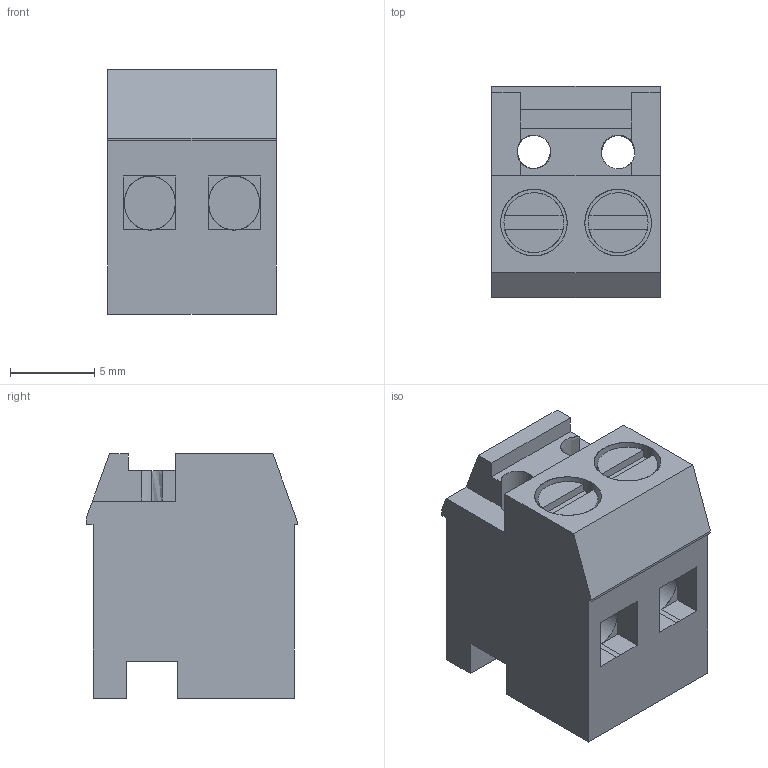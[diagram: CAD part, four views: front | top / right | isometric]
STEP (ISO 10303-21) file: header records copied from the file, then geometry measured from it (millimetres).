
FILE_DESCRIPTION(('FreeCAD Model'),'2;1');
FILE_NAME('Open CASCADE Shape Model','2021-07-18T10:18:27',( 'kicad StepUp'),('ksu MCAD'),'Open CASCADE STEP processor 7.5', 'FreeCAD','Unknown');
FILE_SCHEMA(('AUTOMOTIVE_DESIGN { 1 0 10303 214 1 1 1 1 }'));
Length unit declared in the file: millimetre
Products named in the file (1): rp02502iblc
Bounding box: 10 x 12.55 x 14.5 mm (x, y, z)
Surface area: 1164.4 mm2 (no closed solid volume)
Topology: 0 solids, 72 shells, 72 faces, 396 edges, 396 vertices
Faces by surface type: bspline 56, revolution 16
Entity records: 9711 total; most frequent: CARTESIAN_POINT 5381, B_SPLINE_CURVE_WITH_KNOTS 808, ORIENTED_EDGE 396, EDGE_CURVE 396, VERTEX_POINT 396, SURFACE_CURVE 396, PCURVE 396, DEFINITIONAL_REPRESENTATION 396
